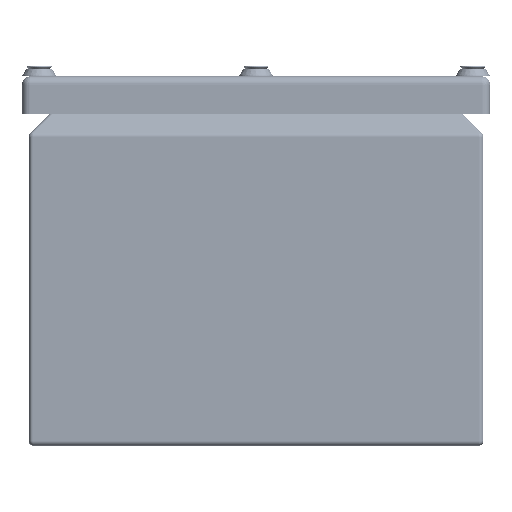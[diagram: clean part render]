
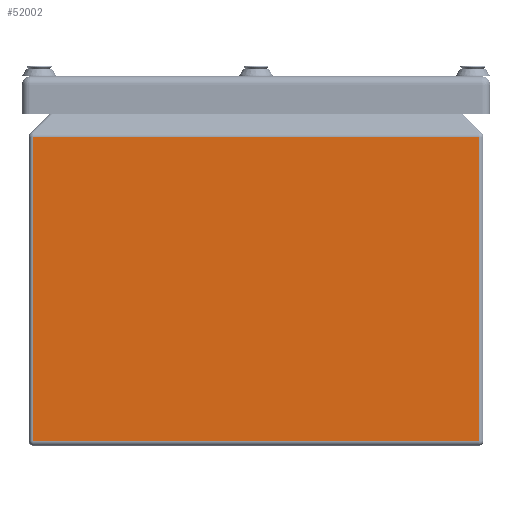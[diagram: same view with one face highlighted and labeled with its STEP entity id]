
A CAD part, left-side view. The second image highlights one B-rep face of the part: STEP entity #52002.
In plain terms, the highlighted planar face has unit normal (-1, 0, 0).
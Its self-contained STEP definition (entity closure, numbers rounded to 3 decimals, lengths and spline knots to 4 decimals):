
#3494=LINE('',#76114,#8010);
#3506=LINE('',#76173,#8022);
#3508=LINE('',#76184,#8024);
#3509=LINE('',#76186,#8025);
#8010=VECTOR('',#61188,0.3937);
#8022=VECTOR('',#61260,0.3937);
#8024=VECTOR('',#61278,0.3937);
#8025=VECTOR('',#61281,0.3937);
#13306=FACE_OUTER_BOUND('',#16486,.T.);
#16486=EDGE_LOOP('',(#35381,#35382,#35383,#35384));
#21854=VERTEX_POINT('',#76107);
#21857=VERTEX_POINT('',#76112);
#21873=VERTEX_POINT('',#76170);
#21874=VERTEX_POINT('',#76172);
#26997=EDGE_CURVE('',#21857,#21854,#3494,.T.);
#27026=EDGE_CURVE('',#21873,#21874,#3506,.T.);
#27033=EDGE_CURVE('',#21874,#21857,#3508,.T.);
#27034=EDGE_CURVE('',#21854,#21873,#3509,.T.);
#35381=ORIENTED_EDGE('',*,*,#26997,.F.);
#35382=ORIENTED_EDGE('',*,*,#27033,.F.);
#35383=ORIENTED_EDGE('',*,*,#27026,.F.);
#35384=ORIENTED_EDGE('',*,*,#27034,.F.);
#50648=PLANE('',#55807);
#52002=ADVANCED_FACE('',(#13306),#50648,.F.);
#55807=AXIS2_PLACEMENT_3D('',#76185,#61279,#61280);
#61188=DIRECTION('',(0.,0.,-1.));
#61260=DIRECTION('',(0.,0.,1.));
#61278=DIRECTION('',(0.,-1.,0.));
#61279=DIRECTION('center_axis',(1.,0.,0.));
#61280=DIRECTION('ref_axis',(0.,0.,-1.));
#61281=DIRECTION('',(0.,1.,0.));
#76107=CARTESIAN_POINT('',(-24.,-3.916,0.084));
#76112=CARTESIAN_POINT('',(-24.,-3.916,5.4372));
#76114=CARTESIAN_POINT('',(-24.,-3.916,3.1072));
#76170=CARTESIAN_POINT('',(-24.,3.916,0.084));
#76172=CARTESIAN_POINT('',(-24.,3.916,5.4372));
#76173=CARTESIAN_POINT('',(-24.,3.916,3.1072));
#76184=CARTESIAN_POINT('',(-24.,2.8375,5.4372));
#76185=CARTESIAN_POINT('Origin',(-24.,2.8375,3.4783));
#76186=CARTESIAN_POINT('',(-24.,1.4188,0.084));
